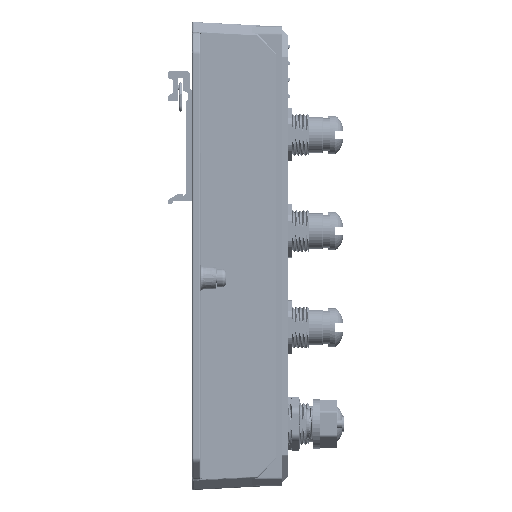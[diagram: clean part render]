
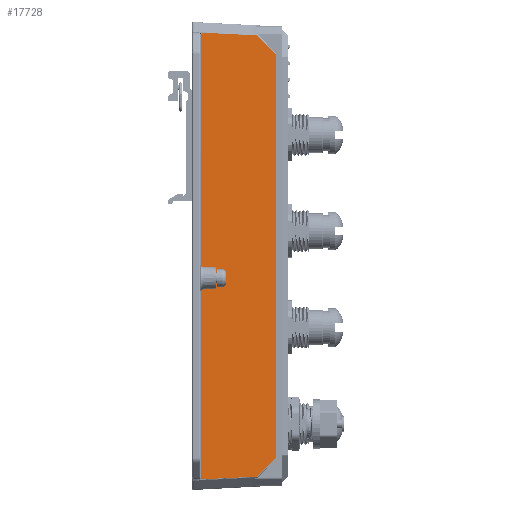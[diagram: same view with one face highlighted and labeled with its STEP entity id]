
A CAD part, left-side view. The second image highlights one B-rep face of the part: STEP entity #17728.
In plain terms, the highlighted planar face has unit normal (-0.999, -0.052, 0).
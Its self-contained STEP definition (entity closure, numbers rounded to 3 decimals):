
#1406=DIRECTION('',(0.,0.,1.));
#1407=VECTOR('',#1406,146.112);
#1408=CARTESIAN_POINT('',(-73.397,-30.595,
-73.056));
#1409=LINE('',#1408,#1407);
#1413=DIRECTION('',(0.037,-0.706,0.707));
#1414=VECTOR('',#1413,9.907);
#1415=CARTESIAN_POINT('',(-73.763,-23.6,
-80.061));
#1416=LINE('',#1415,#1414);
#1420=CARTESIAN_POINT('',(-74.788,-4.05,
-81.086));
#1421=CARTESIAN_POINT('',(-74.446,-10.567,
-80.744));
#1422=CARTESIAN_POINT('',(-74.105,-17.083,
-80.403));
#1423=CARTESIAN_POINT('',(-73.763,-23.6,
-80.061));
#1428=CARTESIAN_POINT('',(-74.828,-3.284,
-80.626));
#1429=CARTESIAN_POINT('',(-74.824,-3.363,
-80.718));
#1430=CARTESIAN_POINT('',(-74.816,-3.51,
-80.886));
#1431=CARTESIAN_POINT('',(-74.802,-3.779,
-81.06));
#1432=CARTESIAN_POINT('',(-74.793,-3.958,
-81.09));
#1433=CARTESIAN_POINT('',(-74.788,-4.05,
-81.086));
#1438=DIRECTION('',(0.,0.,1.));
#1439=VECTOR('',#1438,161.253);
#1440=CARTESIAN_POINT('',(-74.828,-3.284,
-80.626));
#1441=LINE('',#1440,#1439);
#1445=CARTESIAN_POINT('',(-74.788,-4.05,
81.086));
#1446=CARTESIAN_POINT('',(-74.793,-3.958,
81.09));
#1447=CARTESIAN_POINT('',(-74.802,-3.779,
81.06));
#1448=CARTESIAN_POINT('',(-74.816,-3.511,
80.887));
#1449=CARTESIAN_POINT('',(-74.824,-3.364,
80.718));
#1450=CARTESIAN_POINT('',(-74.828,-3.284,
80.626));
#1455=CARTESIAN_POINT('',(-73.763,-23.6,
80.061));
#1456=CARTESIAN_POINT('',(-74.105,-17.083,
80.403));
#1457=CARTESIAN_POINT('',(-74.446,-10.567,
80.744));
#1458=CARTESIAN_POINT('',(-74.788,-4.05,
81.086));
#1463=DIRECTION('',(-0.037,0.706,0.707));
#1464=VECTOR('',#1463,9.907);
#1465=CARTESIAN_POINT('',(-73.397,-30.595,
73.056));
#1466=LINE('',#1465,#1464);
#14040=CARTESIAN_POINT('',(-74.828,-3.284,
80.626));
#14313=VERTEX_POINT('',#14040);
#14315=VERTEX_POINT('',#1428);
#14316=VERTEX_POINT('',#1433);
#14455=CARTESIAN_POINT('',(-73.763,-23.6,
-80.061));
#14457=VERTEX_POINT('',#14455);
#14478=CARTESIAN_POINT('',(-73.763,-23.6,
80.061));
#14480=VERTEX_POINT('',#14478);
#14506=VERTEX_POINT('',#1445);
#15644=CARTESIAN_POINT('',(-73.397,-30.595,
-73.056));
#15645=CARTESIAN_POINT('',(-73.397,-30.595,
73.056));
#15646=VERTEX_POINT('',#15644);
#15647=VERTEX_POINT('',#15645);
#17707=CARTESIAN_POINT('',(-76.027,19.599,0.));
#17708=DIRECTION('',(-0.999,-0.052,0.));
#17709=DIRECTION('',(0.,0.,-1.));
#17710=AXIS2_PLACEMENT_3D('',#17707,#17708,#17709);
#17711=PLANE('',#17710);
#17712=ORIENTED_EDGE('',*,*,#17659,.F.);
#17714=ORIENTED_EDGE('',*,*,#17713,.F.);
#17716=ORIENTED_EDGE('',*,*,#17715,.F.);
#17718=ORIENTED_EDGE('',*,*,#17717,.F.);
#17720=ORIENTED_EDGE('',*,*,#17719,.T.);
#17722=ORIENTED_EDGE('',*,*,#17721,.F.);
#17723=ORIENTED_EDGE('',*,*,#17244,.F.);
#17725=ORIENTED_EDGE('',*,*,#17724,.F.);
#17726=EDGE_LOOP('',(#17712,#17714,#17716,#17718,#17720,#17722,#17723,#17725));
#17727=FACE_OUTER_BOUND('',#17726,.F.);
#17728=ADVANCED_FACE('',(#17727),#17711,.T.);
#1424=B_SPLINE_CURVE_WITH_KNOTS('',3,(#1420,#1421,#1422,#1423),.UNSPECIFIED.,
.F.,.F.,(4,4),(0.,1.),.UNSPECIFIED.);
#1434=B_SPLINE_CURVE_WITH_KNOTS('',3,(#1428,#1429,#1430,#1431,#1432,#1433),
.UNSPECIFIED.,.F.,.F.,(4,1,1,4),(0.,0.333,0.667,1.),
.UNSPECIFIED.);
#1451=B_SPLINE_CURVE_WITH_KNOTS('',3,(#1445,#1446,#1447,#1448,#1449,#1450),
.UNSPECIFIED.,.F.,.F.,(4,1,1,4),(0.,0.333,0.667,1.),
.UNSPECIFIED.);
#1459=B_SPLINE_CURVE_WITH_KNOTS('',3,(#1455,#1456,#1457,#1458),.UNSPECIFIED.,
.F.,.F.,(4,4),(0.,1.),.UNSPECIFIED.);
#17244=EDGE_CURVE('',#14480,#14506,#1459,.T.);
#17659=EDGE_CURVE('',#15646,#15647,#1409,.T.);
#17713=EDGE_CURVE('',#14457,#15646,#1416,.T.);
#17715=EDGE_CURVE('',#14316,#14457,#1424,.T.);
#17717=EDGE_CURVE('',#14315,#14316,#1434,.T.);
#17719=EDGE_CURVE('',#14315,#14313,#1441,.T.);
#17721=EDGE_CURVE('',#14506,#14313,#1451,.T.);
#17724=EDGE_CURVE('',#15647,#14480,#1466,.T.);
